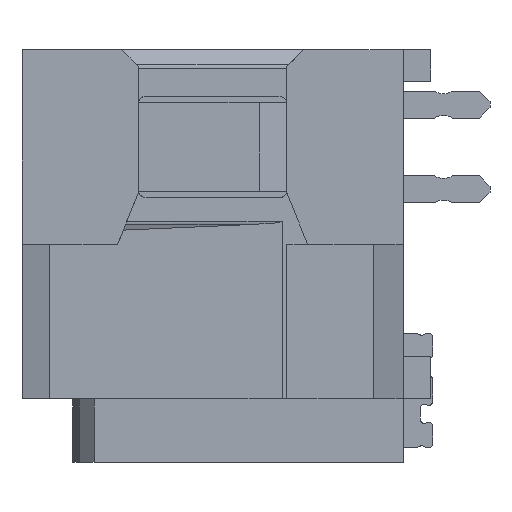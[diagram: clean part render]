
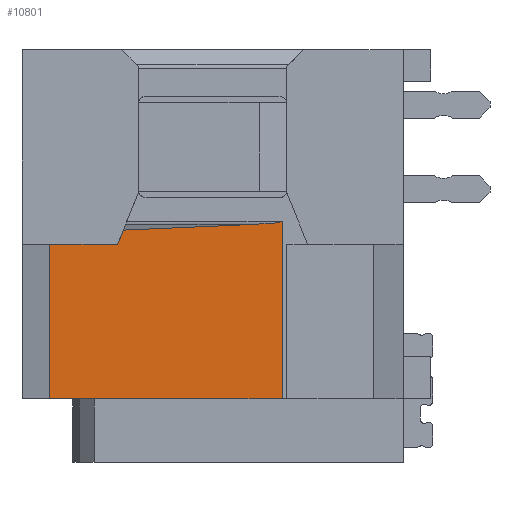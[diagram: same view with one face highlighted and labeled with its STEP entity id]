
A CAD part, left-side view. The second image highlights one B-rep face of the part: STEP entity #10801.
In plain terms, the highlighted planar face has unit normal (-1, 0, 0).
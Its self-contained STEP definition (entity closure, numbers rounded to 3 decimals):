
#13 = CARTESIAN_POINT ( 'NONE',  ( -6.991, 3.509, -1.787 ) ) ;
#17 = VECTOR ( 'NONE', #9693, 1000. ) ;
#230 = ORIENTED_EDGE ( 'NONE', *, *, #2250, .T. ) ;
#310 = VECTOR ( 'NONE', #14613, 1000. ) ;
#323 = DIRECTION ( 'NONE',  ( 0., -1., 0. ) ) ;
#1028 = PLANE ( 'NONE',  #1424 ) ;
#1184 = CARTESIAN_POINT ( 'NONE',  ( -6.991, 3.509, -5.95 ) ) ;
#1256 = CARTESIAN_POINT ( 'NONE',  ( -6.991, 4.329, -1.836 ) ) ;
#1424 = AXIS2_PLACEMENT_3D ( 'NONE', #2248, #3478, #12050 ) ;
#1460 = CARTESIAN_POINT ( 'NONE',  ( -6.991, 3.786, -1.812 ) ) ;
#1571 = VERTEX_POINT ( 'NONE', #13589 ) ;
#1879 = CARTESIAN_POINT ( 'NONE',  ( -6.991, 9., -2.3 ) ) ;
#2248 = CARTESIAN_POINT ( 'NONE',  ( -6.991, 9., -5.95 ) ) ;
#2250 = EDGE_CURVE ( 'NONE', #10848, #9924, #7470, .T. ) ;
#2930 = VERTEX_POINT ( 'NONE', #3717 ) ;
#3378 = CARTESIAN_POINT ( 'NONE',  ( -6.991, 9.17, -2.047 ) ) ;
#3448 = EDGE_CURVE ( 'NONE', #8715, #1571, #15624, .T. ) ;
#3478 = DIRECTION ( 'NONE',  ( 1., 0., 0. ) ) ;
#3717 = CARTESIAN_POINT ( 'NONE',  ( -6.991, 7.259, -1.964 ) ) ;
#4033 = DIRECTION ( 'NONE',  ( 0., -1., 0. ) ) ;
#4104 = VERTEX_POINT ( 'NONE', #15127 ) ;
#4777 = VERTEX_POINT ( 'NONE', #1879 ) ;
#4914 = ORIENTED_EDGE ( 'NONE', *, *, #9075, .F. ) ;
#5151 = EDGE_CURVE ( 'NONE', #10848, #4777, #9194, .T. ) ;
#5535 = CARTESIAN_POINT ( 'NONE',  ( -6.991, 3.509, -5.95 ) ) ;
#5884 = EDGE_CURVE ( 'NONE', #9924, #8715, #6515, .T. ) ;
#6330 = LINE ( 'NONE', #13806, #10159 ) ;
#6515 = LINE ( 'NONE', #1184, #17 ) ;
#7450 = ORIENTED_EDGE ( 'NONE', *, *, #12579, .T. ) ;
#7470 = LINE ( 'NONE', #9956, #10341 ) ;
#7556 = CARTESIAN_POINT ( 'NONE',  ( -6.991, 3.509, -1.761 ) ) ;
#8125 = DIRECTION ( 'NONE',  ( 0., 0., 1. ) ) ;
#8187 = FACE_OUTER_BOUND ( 'NONE', #15703, .T. ) ;
#8258 = VECTOR ( 'NONE', #14431, 1000. ) ;
#8291 = ORIENTED_EDGE ( 'NONE', *, *, #15071, .F. ) ;
#8715 = VERTEX_POINT ( 'NONE', #11347 ) ;
#8808 = ORIENTED_EDGE ( 'NONE', *, *, #5884, .T. ) ;
#9075 = EDGE_CURVE ( 'NONE', #4104, #2930, #11495, .T. ) ;
#9194 = LINE ( 'NONE', #9288, #14768 ) ;
#9288 = CARTESIAN_POINT ( 'NONE',  ( -6.991, 9., -5.95 ) ) ;
#9693 = DIRECTION ( 'NONE',  ( 0., 0., 1. ) ) ;
#9924 = VERTEX_POINT ( 'NONE', #5535 ) ;
#9956 = CARTESIAN_POINT ( 'NONE',  ( -6.991, 9., -5.95 ) ) ;
#10159 = VECTOR ( 'NONE', #4033, 1000. ) ;
#10341 = VECTOR ( 'NONE', #323, 1000. ) ;
#10801 = ADVANCED_FACE ( 'NONE', ( #8187 ), #1028, .F. ) ;
#10848 = VERTEX_POINT ( 'NONE', #13445 ) ;
#11347 = CARTESIAN_POINT ( 'NONE',  ( -6.991, 3.509, -1.761 ) ) ;
#11495 = LINE ( 'NONE', #15668, #8258 ) ;
#12050 = DIRECTION ( 'NONE',  ( 0., 0., -1. ) ) ;
#12411 = ORIENTED_EDGE ( 'NONE', *, *, #3448, .T. ) ;
#12579 = EDGE_CURVE ( 'NONE', #1571, #2930, #12782, .T. ) ;
#12776 = ORIENTED_EDGE ( 'NONE', *, *, #5151, .F. ) ;
#12782 = LINE ( 'NONE', #3378, #310 ) ;
#13445 = CARTESIAN_POINT ( 'NONE',  ( -6.991, 9., -5.95 ) ) ;
#13589 = CARTESIAN_POINT ( 'NONE',  ( -6.991, 4.329, -1.836 ) ) ;
#13806 = CARTESIAN_POINT ( 'NONE',  ( -6.991, 9., -2.3 ) ) ;
#14431 = DIRECTION ( 'NONE',  ( 0., -0.375, 0.927 ) ) ;
#14613 = DIRECTION ( 'NONE',  ( 0., 0.999, -0.044 ) ) ;
#14768 = VECTOR ( 'NONE', #8125, 1000. ) ;
#15071 = EDGE_CURVE ( 'NONE', #4777, #4104, #6330, .T. ) ;
#15127 = CARTESIAN_POINT ( 'NONE',  ( -6.991, 7.395, -2.3 ) ) ;
#15624 =( BOUNDED_CURVE ( )  B_SPLINE_CURVE ( 3, ( #7556, #13, #1460, #1256 ),
 .UNSPECIFIED., .F., .F. ) 
 B_SPLINE_CURVE_WITH_KNOTS ( ( 4, 4 ),
 ( 0., 0.381 ),
 .UNSPECIFIED. ) 
 CURVE ( )  GEOMETRIC_REPRESENTATION_ITEM ( )  RATIONAL_B_SPLINE_CURVE ( ( 1., 0.988, 0.988, 1. ) ) 
 REPRESENTATION_ITEM ( '' )  );
#15668 = CARTESIAN_POINT ( 'NONE',  ( -6.991, 6.9, -1.075 ) ) ;
#15703 = EDGE_LOOP ( 'NONE', ( #230, #8808, #12411, #7450, #4914, #8291, #12776 ) ) ;
